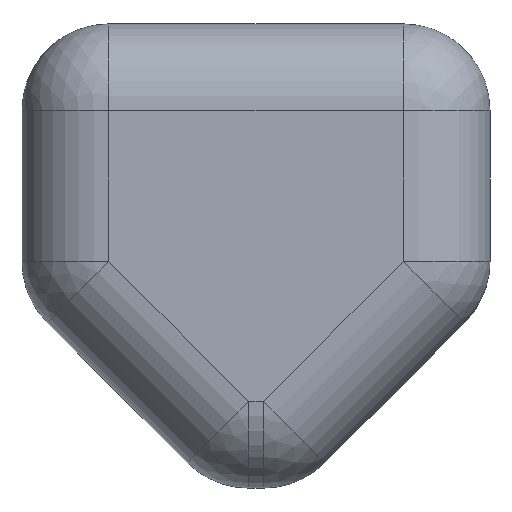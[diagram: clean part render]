
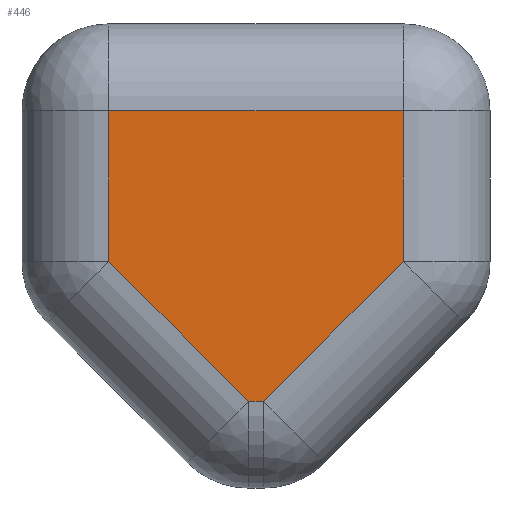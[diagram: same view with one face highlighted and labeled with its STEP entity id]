
A CAD part, left-side view. The second image highlights one B-rep face of the part: STEP entity #446.
In plain terms, the highlighted planar face has unit normal (-1, 0, 0).
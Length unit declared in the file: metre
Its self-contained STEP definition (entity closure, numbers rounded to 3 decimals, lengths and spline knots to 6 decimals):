
#17=DIRECTION('',(0.,1.,0.));
#18=VECTOR('',#17,0.008579);
#19=CARTESIAN_POINT('',(-0.06695,-0.004289,-0.0839));
#20=LINE('',#19,#18);
#21=DIRECTION('',(0.,-0.707,-0.707));
#22=VECTOR('',#21,0.114142);
#23=CARTESIAN_POINT('',(-0.06695,0.085,-0.003189));
#24=LINE('',#23,#22);
#25=DIRECTION('',(0.,0.,-1.));
#26=VECTOR('',#25,0.087089);
#27=CARTESIAN_POINT('',(-0.06695,0.085,0.0839));
#28=LINE('',#27,#26);
#29=DIRECTION('',(0.,-1.,0.));
#30=VECTOR('',#29,0.17);
#31=CARTESIAN_POINT('',(-0.06695,0.085,0.0839));
#32=LINE('',#31,#30);
#33=DIRECTION('',(0.,0.,1.));
#34=VECTOR('',#33,0.087089);
#35=CARTESIAN_POINT('',(-0.06695,-0.085,-0.003189));
#36=LINE('',#35,#34);
#37=DIRECTION('',(0.,-0.707,0.707));
#38=VECTOR('',#37,0.114142);
#39=CARTESIAN_POINT('',(-0.06695,-0.004289,-0.0839));
#40=LINE('',#39,#38);
#325=CARTESIAN_POINT('',(-0.06695,-0.004289,-0.0839));
#326=CARTESIAN_POINT('',(-0.06695,0.004289,-0.0839));
#327=VERTEX_POINT('',#325);
#328=VERTEX_POINT('',#326);
#341=CARTESIAN_POINT('',(-0.06695,0.085,0.0839));
#342=CARTESIAN_POINT('',(-0.06695,-0.085,0.0839));
#343=VERTEX_POINT('',#341);
#344=VERTEX_POINT('',#342);
#353=CARTESIAN_POINT('',(-0.06695,0.085,-0.003189));
#354=VERTEX_POINT('',#353);
#387=CARTESIAN_POINT('',(-0.06695,-0.085,-0.003189));
#388=VERTEX_POINT('',#387);
#428=CARTESIAN_POINT('',(-0.06695,0.135,-0.1339));
#429=DIRECTION('',(-1.,0.,0.));
#430=DIRECTION('',(0.,-1.,0.));
#431=AXIS2_PLACEMENT_3D('',#428,#429,#430);
#432=PLANE('',#431);
#433=ORIENTED_EDGE('',*,*,#418,.T.);
#435=ORIENTED_EDGE('',*,*,#434,.F.);
#437=ORIENTED_EDGE('',*,*,#436,.F.);
#439=ORIENTED_EDGE('',*,*,#438,.T.);
#441=ORIENTED_EDGE('',*,*,#440,.F.);
#443=ORIENTED_EDGE('',*,*,#442,.F.);
#444=EDGE_LOOP('',(#433,#435,#437,#439,#441,#443));
#445=FACE_OUTER_BOUND('',#444,.F.);
#446=ADVANCED_FACE('',(#445),#432,.T.);
#418=EDGE_CURVE('',#327,#328,#20,.T.);
#434=EDGE_CURVE('',#354,#328,#24,.T.);
#436=EDGE_CURVE('',#343,#354,#28,.T.);
#438=EDGE_CURVE('',#343,#344,#32,.T.);
#440=EDGE_CURVE('',#388,#344,#36,.T.);
#442=EDGE_CURVE('',#327,#388,#40,.T.);
